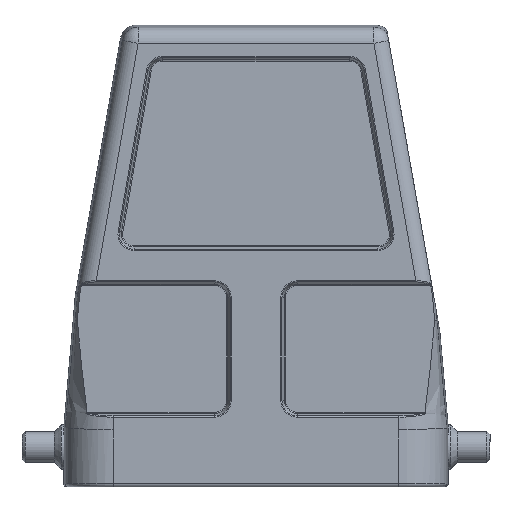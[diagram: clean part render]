
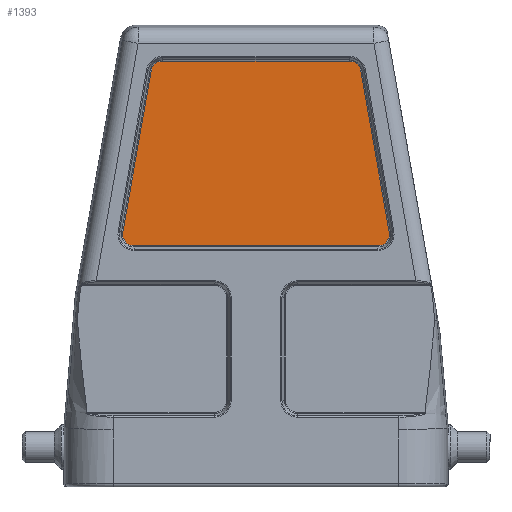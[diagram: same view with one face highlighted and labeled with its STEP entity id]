
A CAD part, front view. The second image highlights one B-rep face of the part: STEP entity #1393.
In plain terms, the highlighted planar face has unit normal (0, -1, 0).
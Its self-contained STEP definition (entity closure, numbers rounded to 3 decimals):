
#1110=CIRCLE('',#10929,1.805);
#1111=CIRCLE('',#10930,1.805);
#1112=CIRCLE('',#10931,1.805);
#1113=CIRCLE('',#10932,1.805);
#1393=ADVANCED_FACE('',(#1987),#1822,.T.);
#1822=PLANE('',#10933);
#1987=FACE_OUTER_BOUND('',#2395,.T.);
#2395=EDGE_LOOP('',(#3038,#3039,#3040,#3041,#3042,#3043,#3044,#3045));
#3038=ORIENTED_EDGE('',*,*,#5694,.T.);
#3039=ORIENTED_EDGE('',*,*,#5695,.T.);
#3040=ORIENTED_EDGE('',*,*,#5696,.T.);
#3041=ORIENTED_EDGE('',*,*,#5697,.T.);
#3042=ORIENTED_EDGE('',*,*,#5698,.T.);
#3043=ORIENTED_EDGE('',*,*,#5699,.T.);
#3044=ORIENTED_EDGE('',*,*,#5700,.T.);
#3045=ORIENTED_EDGE('',*,*,#5701,.T.);
#5048=VERTEX_POINT('',#15998);
#5049=VERTEX_POINT('',#15999);
#5050=VERTEX_POINT('',#16001);
#5051=VERTEX_POINT('',#16003);
#5052=VERTEX_POINT('',#16005);
#5053=VERTEX_POINT('',#16007);
#5054=VERTEX_POINT('',#16009);
#5055=VERTEX_POINT('',#16011);
#5694=EDGE_CURVE('',#5048,#5049,#8622,.T.);
#5695=EDGE_CURVE('',#5049,#5050,#1110,.T.);
#5696=EDGE_CURVE('',#5050,#5051,#8623,.T.);
#5697=EDGE_CURVE('',#5051,#5052,#1111,.T.);
#5698=EDGE_CURVE('',#5052,#5053,#8624,.T.);
#5699=EDGE_CURVE('',#5053,#5054,#1112,.T.);
#5700=EDGE_CURVE('',#5054,#5055,#8625,.T.);
#5701=EDGE_CURVE('',#5055,#5048,#1113,.T.);
#8622=LINE('',#15997,#9265);
#8623=LINE('',#16002,#9266);
#8624=LINE('',#16006,#9267);
#8625=LINE('',#16010,#9268);
#9265=VECTOR('',#11972,1.);
#9266=VECTOR('',#11975,1.);
#9267=VECTOR('',#11978,1.);
#9268=VECTOR('',#11981,1.);
#10929=AXIS2_PLACEMENT_3D('',#16000,#11973,#11974);
#10930=AXIS2_PLACEMENT_3D('',#16004,#11976,#11977);
#10931=AXIS2_PLACEMENT_3D('',#16008,#11979,#11980);
#10932=AXIS2_PLACEMENT_3D('',#16012,#11982,#11983);
#10933=AXIS2_PLACEMENT_3D('',#16013,#11984,#11985);
#11972=DIRECTION('',(1.,0.,0.));
#11973=DIRECTION('',(0.,-1.,0.));
#11974=DIRECTION('',(0.,0.,-1.));
#11975=DIRECTION('',(-0.174,0.,0.985));
#11976=DIRECTION('',(0.,-1.,0.));
#11977=DIRECTION('',(0.,0.,-1.));
#11978=DIRECTION('',(-1.,0.,0.));
#11979=DIRECTION('',(0.,-1.,0.));
#11980=DIRECTION('',(0.,0.,-1.));
#11981=DIRECTION('',(-0.174,0.,-0.985));
#11982=DIRECTION('',(0.,-1.,0.));
#11983=DIRECTION('',(0.,0.,-1.));
#11984=DIRECTION('',(0.,-1.,0.));
#11985=DIRECTION('',(0.,0.,1.));
#15997=CARTESIAN_POINT('',(19.004,-20.25,28.445));
#15998=CARTESIAN_POINT('',(-19.004,-20.25,28.445));
#15999=CARTESIAN_POINT('',(19.004,-20.25,28.445));
#16000=CARTESIAN_POINT('',(19.004,-20.25,30.25));
#16001=CARTESIAN_POINT('',(20.782,-20.25,30.563));
#16002=CARTESIAN_POINT('',(16.338,-20.25,55.763));
#16003=CARTESIAN_POINT('',(16.338,-20.25,55.763));
#16004=CARTESIAN_POINT('',(14.561,-20.25,55.45));
#16005=CARTESIAN_POINT('',(14.561,-20.25,57.255));
#16006=CARTESIAN_POINT('',(-14.561,-20.25,57.255));
#16007=CARTESIAN_POINT('',(-14.561,-20.25,57.255));
#16008=CARTESIAN_POINT('',(-14.561,-20.25,55.45));
#16009=CARTESIAN_POINT('',(-16.338,-20.25,55.763));
#16010=CARTESIAN_POINT('',(-20.782,-20.25,30.563));
#16011=CARTESIAN_POINT('',(-20.782,-20.25,30.563));
#16012=CARTESIAN_POINT('',(-19.004,-20.25,30.25));
#16013=CARTESIAN_POINT('',(-19.004,-20.25,30.25));
